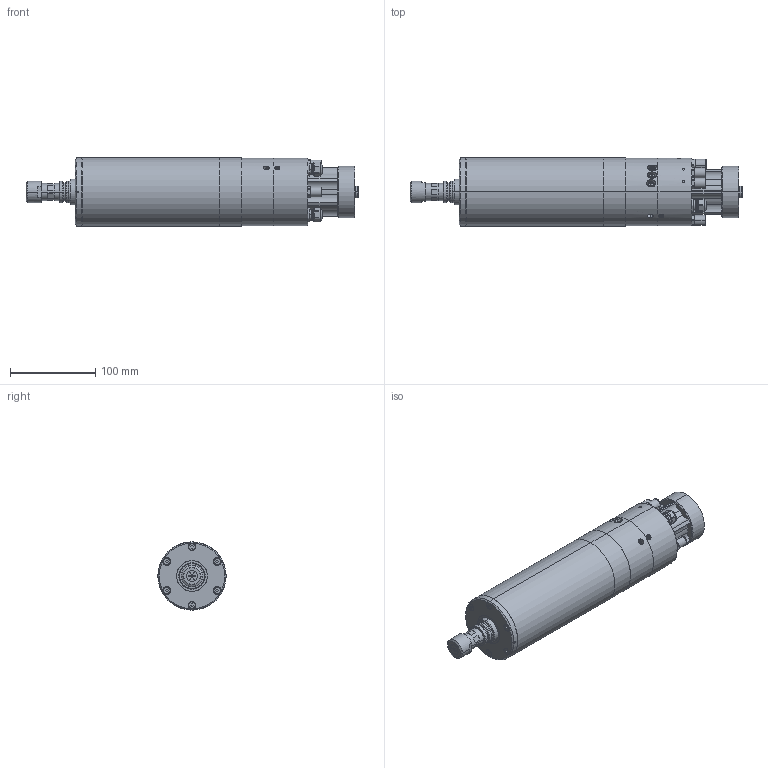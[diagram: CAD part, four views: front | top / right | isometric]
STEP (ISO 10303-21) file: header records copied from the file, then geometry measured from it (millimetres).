
FILE_DESCRIPTION (( 'STEP AP203' ), '1' );
FILE_NAME ('080A40HIK-00-.STEP', '2010-05-06T13:37:32', ( 'IBAGCAD_7' ), ( 'IBAG Switzerland AG' ), 'SwSTEP 2.0', 'SolidWorks 2009', '' );
FILE_SCHEMA (( 'CONFIG_CONTROL_DESIGN' ));
Length unit declared in the file: millimetre
Products named in the file (1): 080A40HIK-00-
Bounding box: 389.15 x 80 x 80 mm (x, y, z)
Surface area: 126019.3 mm2 (no closed solid volume)
Topology: 0 solids, 61 shells, 615 faces, 1903 edges, 1343 vertices
Faces by surface type: plane 262, cylinder 227, cone 72, torus 54
Entity records: 22232 total; most frequent: CARTESIAN_POINT 4818, DIRECTION 3953, ORIENTED_EDGE 2998, EDGE_CURVE 1883, AXIS2_PLACEMENT_3D 1524, VERTEX_POINT 1343, CIRCLE 908, VECTOR 905
